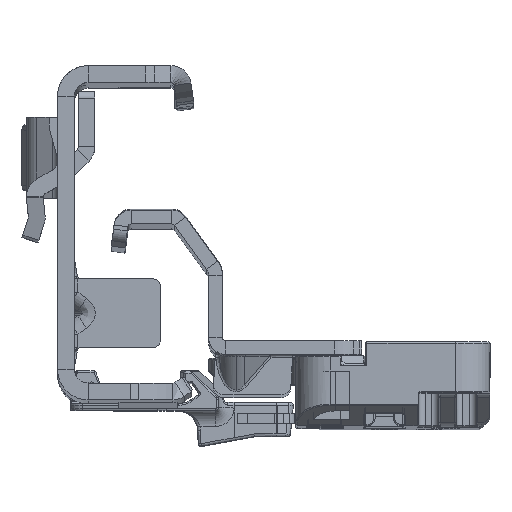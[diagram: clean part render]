
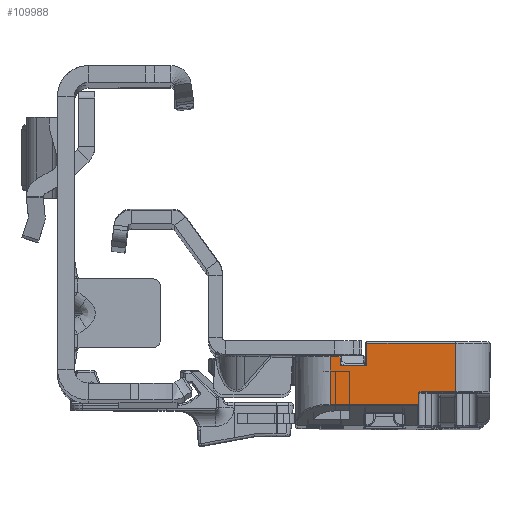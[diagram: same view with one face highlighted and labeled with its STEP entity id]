
A CAD part, top view. The second image highlights one B-rep face of the part: STEP entity #109988.
In plain terms, the highlighted face is planar.
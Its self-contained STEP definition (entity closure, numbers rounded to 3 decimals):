
#2020 = LINE ( 'NONE', #41323, #3075 ) ;
#2376 = CARTESIAN_POINT ( 'NONE',  ( -8.3, 0., -284.5 ) ) ;
#3075 = VECTOR ( 'NONE', #71535, 1000. ) ;
#4311 = EDGE_CURVE ( 'NONE', #75152, #70528, #29825, .T. ) ;
#4723 = LINE ( 'NONE', #43400, #125077 ) ;
#4983 = CARTESIAN_POINT ( 'NONE',  ( -0.75, 2.1, -284.5 ) ) ;
#8012 = EDGE_LOOP ( 'NONE', ( #116337, #103338, #50154, #117809, #120874, #69819, #125798, #80985, #107628, #95722, #48705, #14564 ) ) ;
#9522 = DIRECTION ( 'NONE',  ( 1., 0., 0. ) ) ;
#10954 = CARTESIAN_POINT ( 'NONE',  ( -0.75, -1.15, -284.5 ) ) ;
#11762 = CARTESIAN_POINT ( 'NONE',  ( 4.6, -6.785, -284.5 ) ) ;
#14564 = ORIENTED_EDGE ( 'NONE', *, *, #77804, .T. ) ;
#14604 = CARTESIAN_POINT ( 'NONE',  ( -13.7, -5., -284.5 ) ) ;
#16344 = EDGE_CURVE ( 'NONE', #126464, #66176, #116705, .T. ) ;
#21548 = CARTESIAN_POINT ( 'NONE',  ( 4.6, 0.1, -284.5 ) ) ;
#24620 = VECTOR ( 'NONE', #43577, 1000. ) ;
#26186 = FACE_OUTER_BOUND ( 'NONE', #8012, .T. ) ;
#27421 = VERTEX_POINT ( 'NONE', #105364 ) ;
#27467 = LINE ( 'NONE', #48015, #73755 ) ;
#28536 = DIRECTION ( 'NONE',  ( 0., 1., 0. ) ) ;
#29825 = LINE ( 'NONE', #85845, #70208 ) ;
#30622 = EDGE_CURVE ( 'NONE', #27421, #87789, #59566, .T. ) ;
#32314 = VERTEX_POINT ( 'NONE', #4983 ) ;
#32391 = VECTOR ( 'NONE', #61875, 1000. ) ;
#33738 = DIRECTION ( 'NONE',  ( -1., 0., 0. ) ) ;
#34926 = VECTOR ( 'NONE', #37630, 1000. ) ;
#35175 = CARTESIAN_POINT ( 'NONE',  ( 19.8, 2.6, -284.5 ) ) ;
#36474 = PLANE ( 'NONE',  #41035 ) ;
#37630 = DIRECTION ( 'NONE',  ( 0., -1., 0. ) ) ;
#41035 = AXIS2_PLACEMENT_3D ( 'NONE', #35175, #65399, #114989 ) ;
#41323 = CARTESIAN_POINT ( 'NONE',  ( 19.8, -1.15, -284.5 ) ) ;
#43400 = CARTESIAN_POINT ( 'NONE',  ( -8.3, -6.785, -284.5 ) ) ;
#43518 = VERTEX_POINT ( 'NONE', #71218 ) ;
#43577 = DIRECTION ( 'NONE',  ( 0., -1., 0. ) ) ;
#44027 = CARTESIAN_POINT ( 'NONE',  ( -13.7, 2.1, -284.5 ) ) ;
#45263 = VERTEX_POINT ( 'NONE', #65860 ) ;
#46124 = CARTESIAN_POINT ( 'NONE',  ( -8.3, -5.2, -284.5 ) ) ;
#47300 = LINE ( 'NONE', #127058, #34926 ) ;
#47625 = VERTEX_POINT ( 'NONE', #78704 ) ;
#48015 = CARTESIAN_POINT ( 'NONE',  ( 4.6, 0.1, -284.5 ) ) ;
#48705 = ORIENTED_EDGE ( 'NONE', *, *, #106476, .T. ) ;
#50154 = ORIENTED_EDGE ( 'NONE', *, *, #75323, .T. ) ;
#50276 = CARTESIAN_POINT ( 'NONE',  ( -8.273, -6.785, -284.5 ) ) ;
#51552 = CARTESIAN_POINT ( 'NONE',  ( -8.3, -6.669, -284.5 ) ) ;
#56895 = CARTESIAN_POINT ( 'NONE',  ( 4.6, -242.444, -284.5 ) ) ;
#57700 = DIRECTION ( 'NONE',  ( 1., 0., 0. ) ) ;
#59566 =( BOUNDED_CURVE ( )  B_SPLINE_CURVE ( 3, ( #50276, #100450, #118514, #51552 ),
 .UNSPECIFIED., .F., .F. ) 
 B_SPLINE_CURVE_WITH_KNOTS ( ( 4, 4 ),
 ( 1.047, 1.571 ),
 .UNSPECIFIED. ) 
 CURVE ( )  GEOMETRIC_REPRESENTATION_ITEM ( )  RATIONAL_B_SPLINE_CURVE ( ( 1., 0.977, 0.977, 1. ) ) 
 REPRESENTATION_ITEM ( '' )  );
#61875 = DIRECTION ( 'NONE',  ( 1., 0., 0. ) ) ;
#63184 = EDGE_CURVE ( 'NONE', #109945, #87789, #122096, .T. ) ;
#64565 = LINE ( 'NONE', #103825, #71070 ) ;
#65399 = DIRECTION ( 'NONE',  ( 0., 0., 1. ) ) ;
#65860 = CARTESIAN_POINT ( 'NONE',  ( 3.15, 0.1, -284.5 ) ) ;
#66176 = VERTEX_POINT ( 'NONE', #21548 ) ;
#69535 = EDGE_CURVE ( 'NONE', #47625, #45263, #64565, .T. ) ;
#69819 = ORIENTED_EDGE ( 'NONE', *, *, #30622, .T. ) ;
#70208 = VECTOR ( 'NONE', #116113, 1000. ) ;
#70528 = VERTEX_POINT ( 'NONE', #44027 ) ;
#71070 = VECTOR ( 'NONE', #85137, 1000. ) ;
#71218 = CARTESIAN_POINT ( 'NONE',  ( -8.5, -5., -284.5 ) ) ;
#71535 = DIRECTION ( 'NONE',  ( 1., 0., 0. ) ) ;
#72198 = DIRECTION ( 'NONE',  ( 1., 0., 0. ) ) ;
#72836 = LINE ( 'NONE', #79940, #95825 ) ;
#73755 = VECTOR ( 'NONE', #57700, 1000. ) ;
#73769 = EDGE_CURVE ( 'NONE', #75152, #43518, #116681, .T. ) ;
#74897 = EDGE_CURVE ( 'NONE', #126464, #27421, #4723, .T. ) ;
#75152 = VERTEX_POINT ( 'NONE', #14604 ) ;
#75323 = EDGE_CURVE ( 'NONE', #45263, #66176, #27467, .T. ) ;
#77804 = EDGE_CURVE ( 'NONE', #32314, #79465, #47300, .T. ) ;
#78704 = CARTESIAN_POINT ( 'NONE',  ( 3.15, -1.15, -284.5 ) ) ;
#79465 = VERTEX_POINT ( 'NONE', #10954 ) ;
#79940 = CARTESIAN_POINT ( 'NONE',  ( -0.7, 2.1, -284.5 ) ) ;
#80985 = ORIENTED_EDGE ( 'NONE', *, *, #114128, .T. ) ;
#85137 = DIRECTION ( 'NONE',  ( 0., 1., 0. ) ) ;
#85845 = CARTESIAN_POINT ( 'NONE',  ( -13.7, 2., -284.5 ) ) ;
#87789 = VERTEX_POINT ( 'NONE', #107963 ) ;
#92544 = AXIS2_PLACEMENT_3D ( 'NONE', #98338, #97694, #9522 ) ;
#95722 = ORIENTED_EDGE ( 'NONE', *, *, #4311, .T. ) ;
#95825 = VECTOR ( 'NONE', #72198, 1000. ) ;
#97694 = DIRECTION ( 'NONE',  ( 0., 0., 1. ) ) ;
#98338 = CARTESIAN_POINT ( 'NONE',  ( -8.5, -5.2, -284.5 ) ) ;
#100450 = CARTESIAN_POINT ( 'NONE',  ( -8.291, -6.749, -284.5 ) ) ;
#103040 = CARTESIAN_POINT ( 'NONE',  ( -8.3, -5., -284.5 ) ) ;
#103338 = ORIENTED_EDGE ( 'NONE', *, *, #69535, .T. ) ;
#103825 = CARTESIAN_POINT ( 'NONE',  ( 3.15, 0.1, -284.5 ) ) ;
#104363 = EDGE_CURVE ( 'NONE', #79465, #47625, #2020, .T. ) ;
#105364 = CARTESIAN_POINT ( 'NONE',  ( -8.273, -6.785, -284.5 ) ) ;
#106476 = EDGE_CURVE ( 'NONE', #70528, #32314, #72836, .T. ) ;
#107628 = ORIENTED_EDGE ( 'NONE', *, *, #73769, .F. ) ;
#107963 = CARTESIAN_POINT ( 'NONE',  ( -8.3, -6.669, -284.5 ) ) ;
#109945 = VERTEX_POINT ( 'NONE', #46124 ) ;
#109988 = ADVANCED_FACE ( 'NONE', ( #26186 ), #36474, .F. ) ;
#110753 = VECTOR ( 'NONE', #28536, 1000. ) ;
#113065 = CIRCLE ( 'NONE', #92544, 0.2 ) ;
#114128 = EDGE_CURVE ( 'NONE', #109945, #43518, #113065, .T. ) ;
#114989 = DIRECTION ( 'NONE',  ( 1., 0., 0. ) ) ;
#116113 = DIRECTION ( 'NONE',  ( 0., 1., 0. ) ) ;
#116337 = ORIENTED_EDGE ( 'NONE', *, *, #104363, .T. ) ;
#116681 = LINE ( 'NONE', #103040, #32391 ) ;
#116705 = LINE ( 'NONE', #56895, #110753 ) ;
#117809 = ORIENTED_EDGE ( 'NONE', *, *, #16344, .F. ) ;
#118514 = CARTESIAN_POINT ( 'NONE',  ( -8.3, -6.71, -284.5 ) ) ;
#120874 = ORIENTED_EDGE ( 'NONE', *, *, #74897, .T. ) ;
#122096 = LINE ( 'NONE', #2376, #24620 ) ;
#125077 = VECTOR ( 'NONE', #33738, 1000. ) ;
#125798 = ORIENTED_EDGE ( 'NONE', *, *, #63184, .F. ) ;
#126464 = VERTEX_POINT ( 'NONE', #11762 ) ;
#127058 = CARTESIAN_POINT ( 'NONE',  ( -0.75, -0.9, -284.5 ) ) ;
